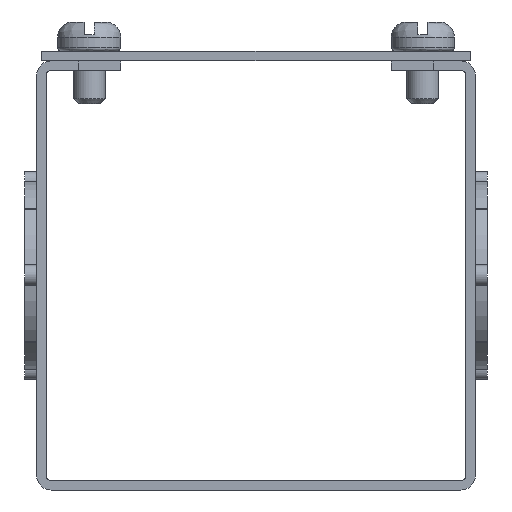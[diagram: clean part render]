
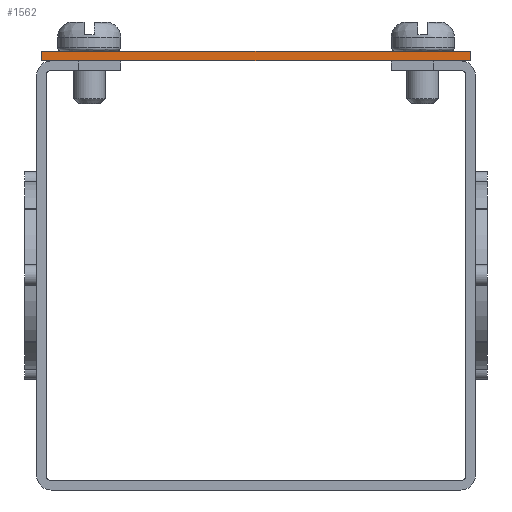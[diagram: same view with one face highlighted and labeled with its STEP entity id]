
A CAD part, front view. The second image highlights one B-rep face of the part: STEP entity #1562.
In plain terms, the highlighted planar face has unit normal (0, -1, 0).
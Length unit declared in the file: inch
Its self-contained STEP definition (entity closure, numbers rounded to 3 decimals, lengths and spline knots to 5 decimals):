
#68 = CARTESIAN_POINT ( 'NONE',  ( -1.27575, -5.96875, 2.557 ) ) ;
#647 = EDGE_CURVE ( 'NONE', #4223, #5580, #4082, .T. ) ;
#784 = CARTESIAN_POINT ( 'NONE',  ( 1.27575, -5.96875, 2.614 ) ) ;
#946 = CARTESIAN_POINT ( 'NONE',  ( 1.27575, -5.96875, 2.557 ) ) ;
#1289 = CARTESIAN_POINT ( 'NONE',  ( -1.27575, -5.96875, 2.557 ) ) ;
#1562 = ADVANCED_FACE ( 'NONE', ( #4818 ), #7492, .T. ) ;
#1722 = LINE ( 'NONE', #6514, #8955 ) ;
#1812 = ORIENTED_EDGE ( 'NONE', *, *, #7016, .F. ) ;
#2075 = CARTESIAN_POINT ( 'NONE',  ( 1.27575, -5.96875, 2.557 ) ) ;
#2118 = EDGE_CURVE ( 'NONE', #3165, #5580, #4336, .T. ) ;
#2943 = DIRECTION ( 'NONE',  ( 0., 0., -1. ) ) ;
#3165 = VERTEX_POINT ( 'NONE', #784 ) ;
#3796 = ORIENTED_EDGE ( 'NONE', *, *, #647, .T. ) ;
#3950 = CARTESIAN_POINT ( 'NONE',  ( -1.27575, -5.96875, 2.614 ) ) ;
#4082 = LINE ( 'NONE', #4169, #5516 ) ;
#4127 = DIRECTION ( 'NONE',  ( 1., 0., 0. ) ) ;
#4169 = CARTESIAN_POINT ( 'NONE',  ( -1.27575, -5.96875, 2.557 ) ) ;
#4223 = VERTEX_POINT ( 'NONE', #68 ) ;
#4336 = LINE ( 'NONE', #946, #5243 ) ;
#4635 = DIRECTION ( 'NONE',  ( 0., -1., 0. ) ) ;
#4818 = FACE_OUTER_BOUND ( 'NONE', #5799, .T. ) ;
#4945 = ORIENTED_EDGE ( 'NONE', *, *, #6474, .F. ) ;
#4989 = ORIENTED_EDGE ( 'NONE', *, *, #2118, .F. ) ;
#5243 = VECTOR ( 'NONE', #2943, 39.37008 ) ;
#5516 = VECTOR ( 'NONE', #4127, 39.37008 ) ;
#5580 = VERTEX_POINT ( 'NONE', #2075 ) ;
#5714 = DIRECTION ( 'NONE',  ( 1., 0., 0. ) ) ;
#5799 = EDGE_LOOP ( 'NONE', ( #3796, #4989, #1812, #4945 ) ) ;
#5981 = AXIS2_PLACEMENT_3D ( 'NONE', #1289, #4635, #6857 ) ;
#6474 = EDGE_CURVE ( 'NONE', #4223, #6792, #6820, .T. ) ;
#6514 = CARTESIAN_POINT ( 'NONE',  ( 1.27575, -5.96875, 2.614 ) ) ;
#6774 = CARTESIAN_POINT ( 'NONE',  ( -1.27575, -5.96875, 2.557 ) ) ;
#6792 = VERTEX_POINT ( 'NONE', #3950 ) ;
#6820 = LINE ( 'NONE', #6774, #7379 ) ;
#6857 = DIRECTION ( 'NONE',  ( 0., 0., -1. ) ) ;
#7016 = EDGE_CURVE ( 'NONE', #6792, #3165, #1722, .T. ) ;
#7379 = VECTOR ( 'NONE', #7453, 39.37008 ) ;
#7453 = DIRECTION ( 'NONE',  ( 0., 0., 1. ) ) ;
#7492 = PLANE ( 'NONE',  #5981 ) ;
#8955 = VECTOR ( 'NONE', #5714, 39.37008 ) ;
